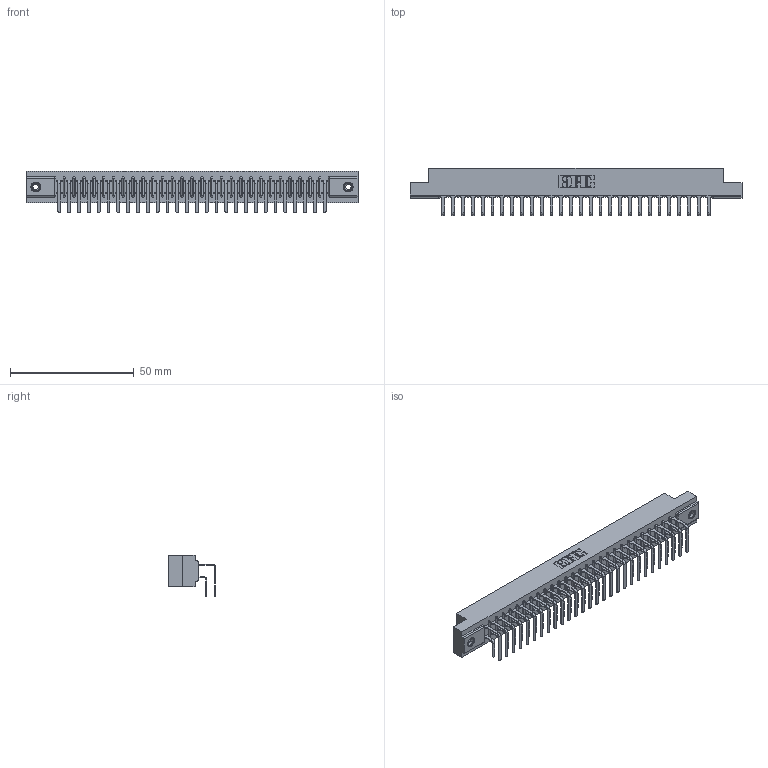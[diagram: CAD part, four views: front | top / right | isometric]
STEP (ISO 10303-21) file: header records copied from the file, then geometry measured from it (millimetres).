
FILE_DESCRIPTION (( 'STEP AP203' ), '1' );
FILE_NAME ('357-028-458-108.STEP', '2020-10-01T21:09:49', ( '' ), ( '' ), 'SwSTEP 2.0', 'SolidWorks 2020', '' );
FILE_SCHEMA (( 'CONFIG_CONTROL_DESIGN' ));
Length unit declared in the file: inch
Products named in the file (5): 345-250-001_345-250-003-102; 307 Part_.156 Dia Mounting Holes; 357-028-458-108; 307-290-001_558 - 2 (Single); 307-290-001_558 559 - 1 (Single)
Assembly tree (59 placements, depth 2):
  357-028-458-108
    307 Part_.156 Dia Mounting Holes
    307-290-001_558 559 - 1 (Single)  x28
    307-290-001_558 - 2 (Single)  x28
    345-250-001_345-250-003-102  x2
Bounding box: 133.96 x 18.96 x 16.8 mm (x, y, z)
Volume: 14387.6 mm3; surface area: 18788.3 mm2
Topology: 59 solids, 59 shells, 3007 faces, 8411 edges, 5446 vertices
Faces by surface type: plane 1950, cylinder 983, sphere 58, cone 12, torus 4
Entity records: 29258 total; most frequent: CARTESIAN_POINT 4777, ORIENTED_EDGE 4726, DIRECTION 4693, EDGE_CURVE 2363, LINE 1805, VECTOR 1805, VERTEX_POINT 1528, AXIS2_PLACEMENT_3D 1444
